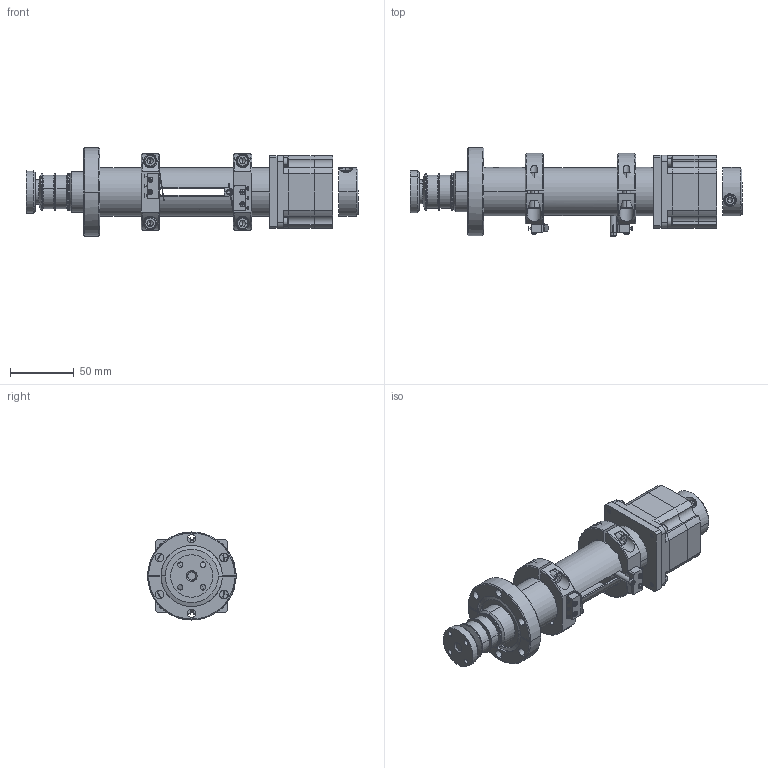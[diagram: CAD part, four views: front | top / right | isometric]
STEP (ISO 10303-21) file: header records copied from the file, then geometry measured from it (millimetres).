
FILE_DESCRIPTION (( 'STEP AP214' ), '1' );
FILE_NAME ('FLMR-275-50-2_MS_LS_M5.STEP', '2016-07-05T21:54:53', ( 'My Thermionics' ), ( '' ), 'SwSTEP 2.0', 'SolidWorks 2010', '' );
FILE_SCHEMA (( 'AUTOMOTIVE_DESIGN' ));
Length unit declared in the file: inch
Products named in the file (1): FLMR-275-50-2_MS_LS_M5
Bounding box: 261.37 x 69.84 x 69.34 mm (x, y, z)
Surface area: 96462.2 mm2 (no closed solid volume)
Topology: 0 solids, 62 shells, 621 faces, 1771 edges, 1174 vertices
Faces by surface type: cylinder 253, plane 246, cone 106, sphere 8, torus 8
Entity records: 29811 total; most frequent: CARTESIAN_POINT 5329, DIRECTION 3683, ORIENTED_EDGE 2973, EDGE_CURVE 1751, AXIS2_PLACEMENT_3D 1430, VERTEX_POINT 1174, VECTOR 823, LINE 823
